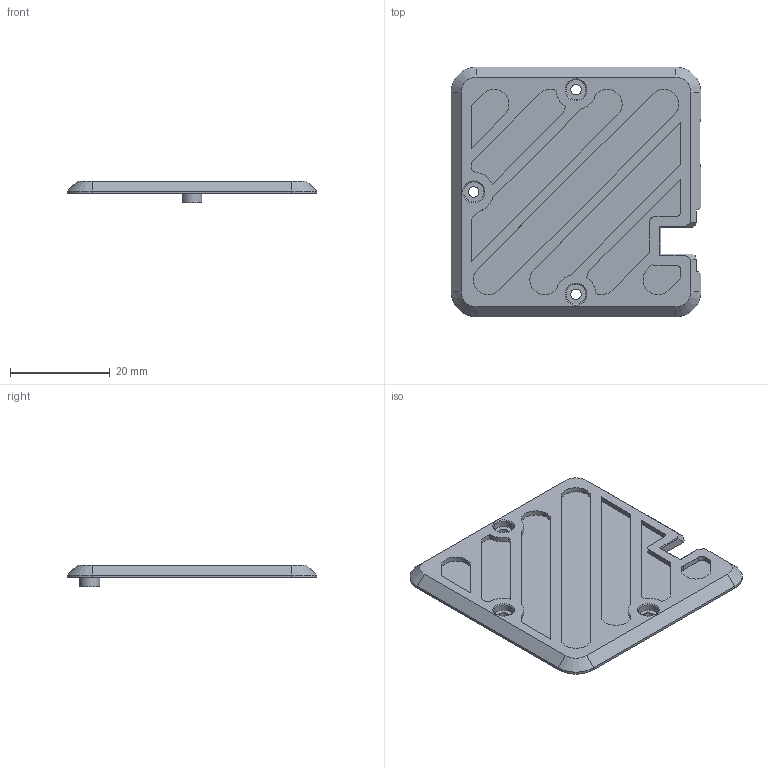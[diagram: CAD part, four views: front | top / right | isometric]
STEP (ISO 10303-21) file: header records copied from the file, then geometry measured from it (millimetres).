
FILE_DESCRIPTION(/* description */ (''),/* implementation_level */ '2;1');
FILE_NAME(/* name */ '',/* time_stamp */ '2023-01-04T11:50:55+08:00',/* author */ (''),/* organization */ (''),/* preprocessor_version */ 'ST-DEVELOPER v19.2',/* originating_system */ 'Autodesk Translation Framework v11.17.0.187',/* authorisation */ '');
FILE_SCHEMA (('AUTOMOTIVE_DESIGN { 1 0 10303 214 3 1 1 }'));
Length unit declared in the file: millimetre
Products named in the file (1): 盖子
Bounding box: 50 x 50 x 4.4 mm (x, y, z)
Volume: 4455.8 mm3; surface area: 5711.8 mm2
Topology: 1 solids, 1 shells, 120 faces, 300 edges, 193 vertices
Faces by surface type: plane 73, cylinder 36, cone 9, bspline 2
Full cylindrical faces by diameter (mm): 2.1 x3, 4 x4
Entity records: 3649 total; most frequent: CARTESIAN_POINT 674, DIRECTION 613, ORIENTED_EDGE 600, EDGE_CURVE 300, LINE 213, VECTOR 213, AXIS2_PLACEMENT_3D 200, VERTEX_POINT 193
